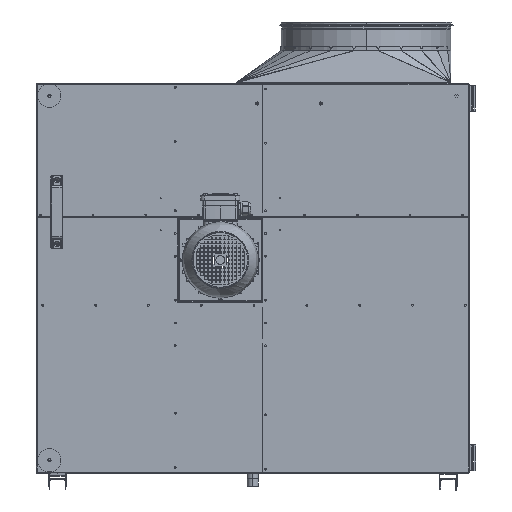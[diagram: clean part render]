
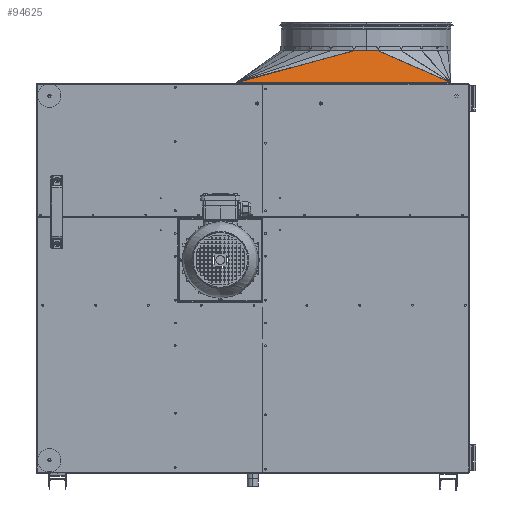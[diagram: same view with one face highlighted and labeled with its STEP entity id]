
A CAD part, top view. The second image highlights one B-rep face of the part: STEP entity #94625.
In plain terms, the highlighted planar face has unit normal (0, 0.193, 0.981).
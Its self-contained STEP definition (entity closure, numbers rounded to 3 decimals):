
#3357 = CARTESIAN_POINT ( 'NONE',  ( -37.622, 459.472, 463.791 ) ) ;
#7182 = CARTESIAN_POINT ( 'NONE',  ( 465.265, 459.17, 463.85 ) ) ;
#8771 = VECTOR ( 'NONE', #68520, 1000. ) ;
#9789 = CARTESIAN_POINT ( 'NONE',  ( 265.965, 571.472, 441.796 ) ) ;
#11026 = EDGE_CURVE ( 'NONE', #58480, #54205, #102184, .T. ) ;
#11121 = ORIENTED_EDGE ( 'NONE', *, *, #11026, .F. ) ;
#11584 = VERTEX_POINT ( 'NONE', #90645 ) ;
#11795 = CARTESIAN_POINT ( 'NONE',  ( -37.581, 459.272, 463.83 ) ) ;
#17752 = DIRECTION ( 'NONE',  ( -0.964, -0.262, 0.051 ) ) ;
#18580 = CARTESIAN_POINT ( 'NONE',  ( 265.965, 533.67, 449.22 ) ) ;
#18611 = DIRECTION ( 'NONE',  ( 0., 0.981, -0.193 ) ) ;
#22524 = ORIENTED_EDGE ( 'NONE', *, *, #26226, .F. ) ;
#26226 = EDGE_CURVE ( 'NONE', #54205, #66952, #80167, .T. ) ;
#27512 = CARTESIAN_POINT ( 'NONE',  ( 464.965, 459.241, 463.836 ) ) ;
#34702 = ORIENTED_EDGE ( 'NONE', *, *, #97022, .T. ) ;
#36356 = CARTESIAN_POINT ( 'NONE',  ( 464.871, 459.212, 463.842 ) ) ;
#38263 = CARTESIAN_POINT ( 'NONE',  ( -37.581, 459.17, 463.85 ) ) ;
#43807 = EDGE_CURVE ( 'NONE', #76738, #11584, #62151, .T. ) ;
#44681 = PLANE ( 'NONE',  #106926 ) ;
#44888 = CARTESIAN_POINT ( 'NONE',  ( 464.781, 459.17, 463.85 ) ) ;
#54192 = LINE ( 'NONE', #18580, #77602 ) ;
#54205 = VERTEX_POINT ( 'NONE', #77267 ) ;
#54616 = CARTESIAN_POINT ( 'NONE',  ( 295.468, 533.67, 449.22 ) ) ;
#55955 = CARTESIAN_POINT ( 'NONE',  ( -37.595, 459.374, 463.81 ) ) ;
#57003 = VECTOR ( 'NONE', #103187, 1000. ) ;
#58480 = VERTEX_POINT ( 'NONE', #54616 ) ;
#61563 = CARTESIAN_POINT ( 'NONE',  ( -38.735, 459.17, 463.85 ) ) ;
#62151 = LINE ( 'NONE', #61563, #82734 ) ;
#66952 = VERTEX_POINT ( 'NONE', #44888 ) ;
#68520 = DIRECTION ( 'NONE',  ( 0.913, -0.401, 0.079 ) ) ;
#71185 = DIRECTION ( 'NONE',  ( -1., 0., 0. ) ) ;
#71211 = DIRECTION ( 'NONE',  ( 0., 0.193, 0.981 ) ) ;
#74440 = CARTESIAN_POINT ( 'NONE',  ( -37.581, 459.17, 463.85 ) ) ;
#75371 = EDGE_LOOP ( 'NONE', ( #101768, #101063, #22524, #11121, #34702, #98351 ) ) ;
#76738 = VERTEX_POINT ( 'NONE', #78134 ) ;
#76902 = FACE_OUTER_BOUND ( 'NONE', #75371, .T. ) ;
#77267 = CARTESIAN_POINT ( 'NONE',  ( 465.063, 459.259, 463.833 ) ) ;
#77602 = VECTOR ( 'NONE', #71185, 1000. ) ;
#78134 = CARTESIAN_POINT ( 'NONE',  ( 235.759, 533.67, 449.22 ) ) ;
#80167 =( BOUNDED_CURVE ( )  B_SPLINE_CURVE ( 3, ( #88640, #27512, #36356, #97825 ),
 .UNSPECIFIED., .F., .F. ) 
 B_SPLINE_CURVE_WITH_KNOTS ( ( 4, 4 ),
 ( 3.318, 3.575 ),
 .UNSPECIFIED. ) 
 CURVE ( )  GEOMETRIC_REPRESENTATION_ITEM ( )  RATIONAL_B_SPLINE_CURVE ( ( 1., 0.995, 0.995, 1. ) ) 
 REPRESENTATION_ITEM ( '' )  );
#82734 = VECTOR ( 'NONE', #17752, 1000. ) ;
#85479 =( BOUNDED_CURVE ( )  B_SPLINE_CURVE ( 3, ( #38263, #11795, #55955, #3357 ),
 .UNSPECIFIED., .F., .T. ) 
 B_SPLINE_CURVE_WITH_KNOTS ( ( 4, 4 ),
 ( 1.571, 1.836 ),
 .UNSPECIFIED. ) 
 CURVE ( )  GEOMETRIC_REPRESENTATION_ITEM ( )  RATIONAL_B_SPLINE_CURVE ( ( 1., 0.994, 0.994, 1. ) ) 
 REPRESENTATION_ITEM ( '' )  );
#88640 = CARTESIAN_POINT ( 'NONE',  ( 465.063, 459.259, 463.833 ) ) ;
#89823 = EDGE_CURVE ( 'NONE', #107674, #11584, #85479, .T. ) ;
#90645 = CARTESIAN_POINT ( 'NONE',  ( -37.622, 459.472, 463.791 ) ) ;
#94625 = ADVANCED_FACE ( 'NONE', ( #76902 ), #44681, .T. ) ;
#97022 = EDGE_CURVE ( 'NONE', #58480, #76738, #54192, .T. ) ;
#97825 = CARTESIAN_POINT ( 'NONE',  ( 464.781, 459.17, 463.85 ) ) ;
#98351 = ORIENTED_EDGE ( 'NONE', *, *, #43807, .T. ) ;
#101063 = ORIENTED_EDGE ( 'NONE', *, *, #108836, .F. ) ;
#101768 = ORIENTED_EDGE ( 'NONE', *, *, #89823, .F. ) ;
#102184 = LINE ( 'NONE', #113117, #8771 ) ;
#103187 = DIRECTION ( 'NONE',  ( -1., 0., 0. ) ) ;
#104342 = LINE ( 'NONE', #7182, #57003 ) ;
#106926 = AXIS2_PLACEMENT_3D ( 'NONE', #9789, #71211, #18611 ) ;
#107674 = VERTEX_POINT ( 'NONE', #74440 ) ;
#108836 = EDGE_CURVE ( 'NONE', #66952, #107674, #104342, .T. ) ;
#113117 = CARTESIAN_POINT ( 'NONE',  ( 294.328, 534.17, 449.121 ) ) ;
